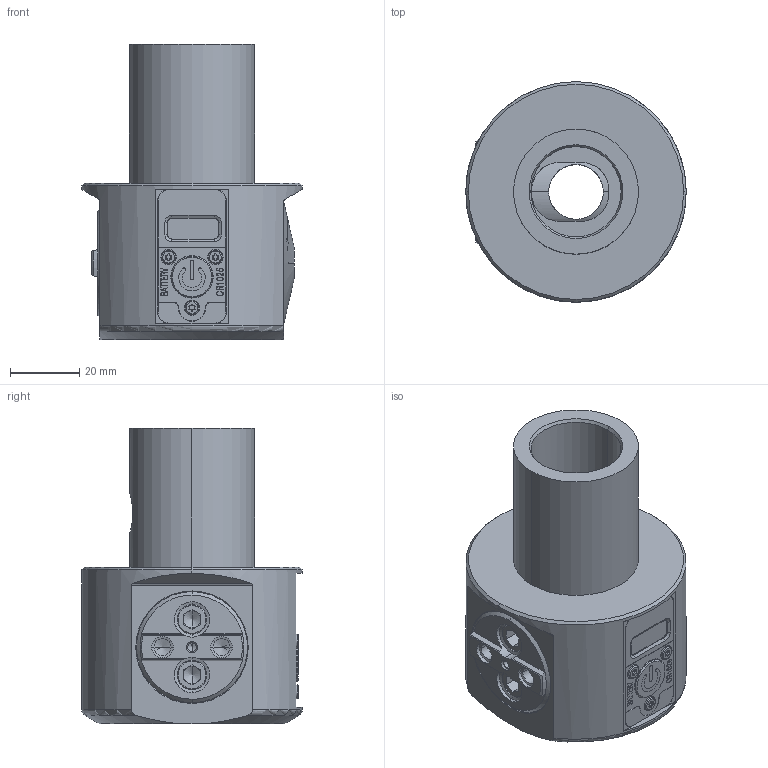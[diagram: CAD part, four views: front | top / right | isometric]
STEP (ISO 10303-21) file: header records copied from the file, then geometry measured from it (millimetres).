
FILE_DESCRIPTION(('no description'),'unknown implementation level');
FILE_NAME('3A66FB16-3C84-49AB-BAEE-6FD6AC48A246_export.stp',' ',('CIMSOURCE GmbH'),('CADClick - KiM GmbH - www.kimweb.de'),'unknown preprocess','ACIS','unknown authorization');
FILE_SCHEMA(('automotive_design'));
Length unit declared in the file: millimetre
Products named in the file (15): 112.110 KAISER Ausdrehkopf EWE2-152CK6|195.083 KAISER Skalaschraube EWD 2-54;<112.190 Skalaschraube>-<Fase2>; 112.110 KAISER Ausdrehkopf EWE2-152CK6|195.254 KAISER Werkzeugk�rper EWE2-152-CK6_mit Beschriftung metrisch l�ngs 112.310;Schnitt-Linear austragen47; 112.110 KAISER Ausdrehkopf EWE2-152CK6|395.155 KAISER Elektronikeinheit EWE_Standard metrisch|690.326 Zyl-Schr M2.5x2.7 Torx Plus 8IP;Verrundung1; 112.110 KAISER Ausdrehkopf EWE2-152CK6|395.155 KAISER Elektronikeinheit EWE_Standard metrisch|395.159 Display EWE;Schrift (mm) metrisch; 112.110 KAISER Ausdrehkopf EWE2-152CK6|395.155 KAISER Elektronikeinheit EWE_Standard metrisch|395.158 Deckglas EWE;Linear austragen1; 112.110 KAISER Ausdrehkopf EWE2-152CK6|395.155 KAISER Elektronikeinheit EWE_Standard metrisch|395.156 KAISER Hauptdeckel EWE_Beschriftet metrisch;FCC-ID: 2AN3Q-EWE; 112.110 KAISER Ausdrehkopf EWE2-152CK6|395.155 KAISER Elektronikeinheit EWE_Standard metrisch|395.170 Batteriedeckel EWE|395.174 Piezo Schalter EWE;Rotation3; 112.110 KAISER Ausdrehkopf EWE2-152CK6|395.155 KAISER Elektronikeinheit EWE_Standard metrisch|395.170 Batteriedeckel EWE|395.173 Batterievorspannung EWE_Eingespannt;Aufsatz-Linear austragen1; 112.110 KAISER Ausdrehkopf EWE2-152CK6|395.155 KAISER Elektronikeinheit EWE_Standard metrisch|395.170 Batteriedeckel EWE|395.171 Batteriedeckel EWE_Battery III;Schnitt-Linear austragen12; 112.110 KAISER Ausdrehkopf EWE2-152CK6|195.255 KAISER Werkzeugtr�ger metr. EWE2-50XL_geschliffen �16|690.595 Gewindestift M10x10 DIN 913_DIN 913 - M10 x 10;Schnitt-Linear austragen1; 112.110 KAISER Ausdrehkopf EWE2-152CK6|195.255 KAISER Werkzeugtr�ger metr. EWE2-50XL_geschliffen �16|310.670 B�chse_eingeleimt (112.802);Schnitt-Rotation1; 112.110 KAISER Ausdrehkopf EWE2-152CK6|195.255 KAISER Werkzeugtr�ger metr. EWE2-50XL_geschliffen �16|195.255 KAISER Werkzeugtr�ger metr. EWE2-50XL_geschliffen Bohrung �16;Schnitt-Rotation4
Bounding box: 63.5 x 63.5 x 85 mm (x, y, z)
Volume: 133484.2 mm3; surface area: 44743 mm2
Topology: 15 solids, 15 shells, 1682 faces, 4279 edges, 2749 vertices
Faces by surface type: plane 864, cylinder 375, bspline 238, cone 156, torus 49
Entity records: 115432 total; most frequent: CARTESIAN_POINT 27398, STYLED_ITEM 8695, PRESENTATION_STYLE_ASSIGNMENT 8695, COLOUR_RGB 8695, ORIENTED_EDGE 8498, DIRECTION 7419, EDGE_CURVE 4249, CURVE_STYLE 4249
